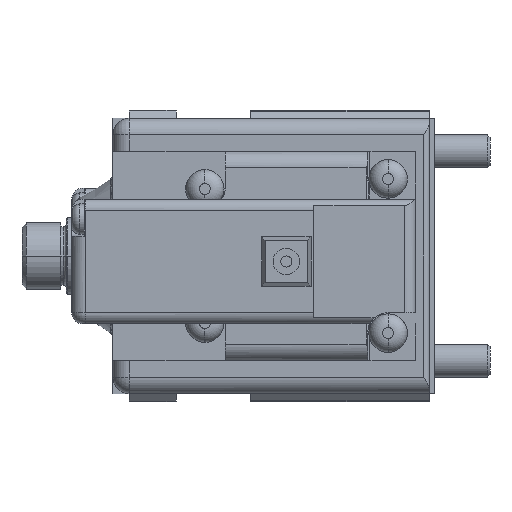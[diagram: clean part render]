
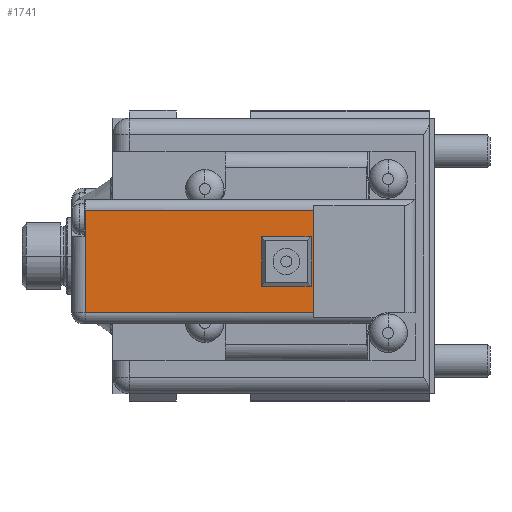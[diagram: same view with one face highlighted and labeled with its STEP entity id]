
A CAD part, left-side view. The second image highlights one B-rep face of the part: STEP entity #1741.
In plain terms, the highlighted planar face has unit normal (-1, 0, 0).
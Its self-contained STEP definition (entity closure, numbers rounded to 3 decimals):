
#208 = CARTESIAN_POINT ( 'NONE',  ( -100.5, 22.499, 3.5 ) ) ;
#340 = AXIS2_PLACEMENT_3D ( 'NONE', #10184, #1282, #12432 ) ;
#633 = LINE ( 'NONE', #3103, #12150 ) ;
#762 = VERTEX_POINT ( 'NONE', #9573 ) ;
#969 = VERTEX_POINT ( 'NONE', #6668 ) ;
#1052 = CARTESIAN_POINT ( 'NONE',  ( -100.5, 22.499, 3.5 ) ) ;
#1143 = VECTOR ( 'NONE', #11399, 1000. ) ;
#1282 = DIRECTION ( 'NONE',  ( 1., 0., 0. ) ) ;
#1381 = CARTESIAN_POINT ( 'NONE',  ( -100.5, 31.499, 3.5 ) ) ;
#1504 = LINE ( 'NONE', #1381, #1143 ) ;
#1556 = CARTESIAN_POINT ( 'NONE',  ( -100.5, 63.515, -10.3 ) ) ;
#1741 = ADVANCED_FACE ( 'NONE', ( #5752, #14280 ), #11314, .F. ) ;
#1842 = CARTESIAN_POINT ( 'NONE',  ( -100.5, 31.499, -5.5 ) ) ;
#1972 = EDGE_CURVE ( 'NONE', #8540, #12552, #5762, .T. ) ;
#2158 = VERTEX_POINT ( 'NONE', #1556 ) ;
#2337 = CARTESIAN_POINT ( 'NONE',  ( -100.5, 21.999, -10.3 ) ) ;
#2411 = ORIENTED_EDGE ( 'NONE', *, *, #9921, .F. ) ;
#2445 = CARTESIAN_POINT ( 'NONE',  ( -100.5, 31.499, 3.5 ) ) ;
#3051 = CARTESIAN_POINT ( 'NONE',  ( -100.5, 21.999, 10.3 ) ) ;
#3103 = CARTESIAN_POINT ( 'NONE',  ( -100.5, 63.515, 8.3 ) ) ;
#3221 = EDGE_LOOP ( 'NONE', ( #3852, #7085, #6631, #8730 ) ) ;
#3397 = EDGE_CURVE ( 'NONE', #13302, #2158, #12703, .T. ) ;
#3852 = ORIENTED_EDGE ( 'NONE', *, *, #12878, .F. ) ;
#4170 = ORIENTED_EDGE ( 'NONE', *, *, #3397, .T. ) ;
#5543 = ORIENTED_EDGE ( 'NONE', *, *, #6288, .T. ) ;
#5581 = CARTESIAN_POINT ( 'NONE',  ( -100.5, 22.499, -5.5 ) ) ;
#5585 = VERTEX_POINT ( 'NONE', #1842 ) ;
#5752 = FACE_OUTER_BOUND ( 'NONE', #11988, .T. ) ;
#5762 = LINE ( 'NONE', #1052, #6110 ) ;
#6110 = VECTOR ( 'NONE', #12210, 1000. ) ;
#6288 = EDGE_CURVE ( 'NONE', #2158, #969, #14380, .T. ) ;
#6631 = ORIENTED_EDGE ( 'NONE', *, *, #1972, .F. ) ;
#6668 = CARTESIAN_POINT ( 'NONE',  ( -100.5, 21.999, -10.3 ) ) ;
#6703 = DIRECTION ( 'NONE',  ( 0., -1., 0. ) ) ;
#7019 = CARTESIAN_POINT ( 'NONE',  ( -100.5, 63.515, 10.3 ) ) ;
#7085 = ORIENTED_EDGE ( 'NONE', *, *, #13547, .F. ) ;
#7309 = VERTEX_POINT ( 'NONE', #12253 ) ;
#8417 = ORIENTED_EDGE ( 'NONE', *, *, #9949, .T. ) ;
#8540 = VERTEX_POINT ( 'NONE', #208 ) ;
#8618 = LINE ( 'NONE', #12193, #14197 ) ;
#8730 = ORIENTED_EDGE ( 'NONE', *, *, #14112, .F. ) ;
#8788 = VECTOR ( 'NONE', #11227, 1000. ) ;
#9227 = DIRECTION ( 'NONE',  ( 0., 0., -1. ) ) ;
#9573 = CARTESIAN_POINT ( 'NONE',  ( -100.5, 21.999, 8.3 ) ) ;
#9610 = VECTOR ( 'NONE', #6703, 1000. ) ;
#9726 = VECTOR ( 'NONE', #9227, 1000. ) ;
#9745 = DIRECTION ( 'NONE',  ( 0., 1., 0. ) ) ;
#9921 = EDGE_CURVE ( 'NONE', #762, #969, #12863, .T. ) ;
#9949 = EDGE_CURVE ( 'NONE', #762, #13302, #633, .T. ) ;
#10184 = CARTESIAN_POINT ( 'NONE',  ( -100.5, 21.999, 10.3 ) ) ;
#10308 = LINE ( 'NONE', #5581, #9610 ) ;
#10805 = DIRECTION ( 'NONE',  ( 0., 0., -1. ) ) ;
#11227 = DIRECTION ( 'NONE',  ( 0., -1., 0. ) ) ;
#11314 = PLANE ( 'NONE',  #340 ) ;
#11399 = DIRECTION ( 'NONE',  ( 0., 0., -1. ) ) ;
#11988 = EDGE_LOOP ( 'NONE', ( #4170, #5543, #2411, #8417 ) ) ;
#12089 = CARTESIAN_POINT ( 'NONE',  ( -100.5, 63.515, 8.3 ) ) ;
#12150 = VECTOR ( 'NONE', #9745, 1000. ) ;
#12193 = CARTESIAN_POINT ( 'NONE',  ( -100.5, 22.499, 3.5 ) ) ;
#12210 = DIRECTION ( 'NONE',  ( 0., 1., 0. ) ) ;
#12253 = CARTESIAN_POINT ( 'NONE',  ( -100.5, 22.499, -5.5 ) ) ;
#12432 = DIRECTION ( 'NONE',  ( 0., 0., -1. ) ) ;
#12552 = VERTEX_POINT ( 'NONE', #2445 ) ;
#12703 = LINE ( 'NONE', #7019, #9726 ) ;
#12863 = LINE ( 'NONE', #3051, #13219 ) ;
#12878 = EDGE_CURVE ( 'NONE', #5585, #7309, #10308, .T. ) ;
#13219 = VECTOR ( 'NONE', #10805, 1000. ) ;
#13302 = VERTEX_POINT ( 'NONE', #12089 ) ;
#13322 = DIRECTION ( 'NONE',  ( 0., 0., 1. ) ) ;
#13547 = EDGE_CURVE ( 'NONE', #12552, #5585, #1504, .T. ) ;
#14112 = EDGE_CURVE ( 'NONE', #7309, #8540, #8618, .T. ) ;
#14197 = VECTOR ( 'NONE', #13322, 1000. ) ;
#14280 = FACE_BOUND ( 'NONE', #3221, .T. ) ;
#14380 = LINE ( 'NONE', #2337, #8788 ) ;
